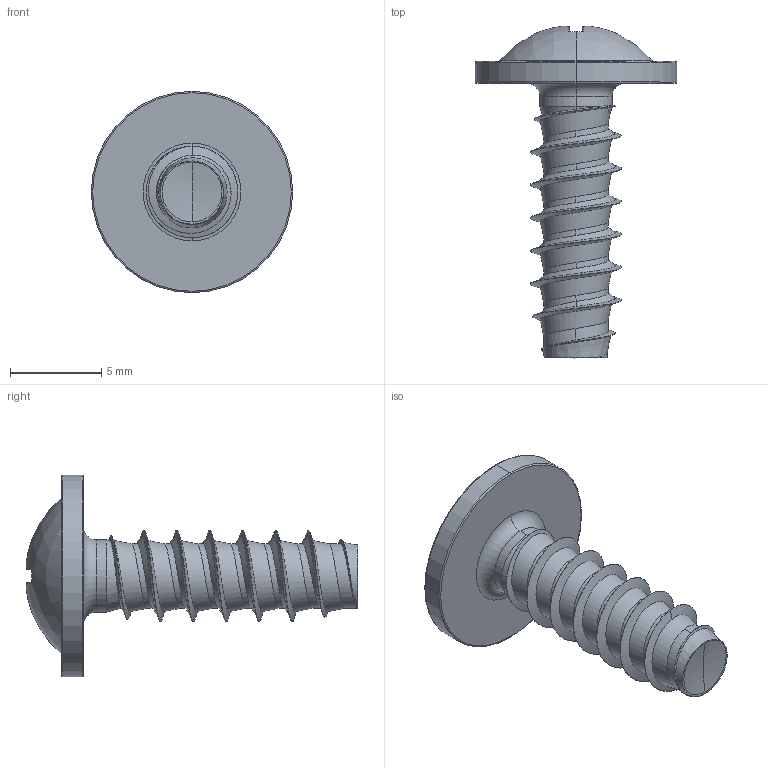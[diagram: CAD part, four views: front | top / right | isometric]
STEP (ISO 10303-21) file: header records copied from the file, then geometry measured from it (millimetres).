
FILE_DESCRIPTION (( 'STEP AP203' ), '1' );
FILE_NAME ('STP310500150.STEP', '2017-08-15T13:30:47', ( '' ), ( '' ), 'SwSTEP 2.0', 'SolidWorks 2015', '' );
FILE_SCHEMA (( 'CONFIG_CONTROL_DESIGN' ));
Length unit declared in the file: millimetre
Products named in the file (1): STP310500150
Bounding box: 11 x 18.14 x 11 mm (x, y, z)
Volume: 338.3 mm3; surface area: 520.3 mm2
Topology: 1 solids, 1 shells, 181 faces, 409 edges, 231 vertices
Faces by surface type: bspline 51, cylinder 41, torus 30, sphere 28, plane 23, cone 8
Entity records: 18093 total; most frequent: CARTESIAN_POINT 14355, ORIENTED_EDGE 814, DIRECTION 725, EDGE_CURVE 407, AXIS2_PLACEMENT_3D 326, VERTEX_POINT 231, CIRCLE 195, EDGE_LOOP 184
